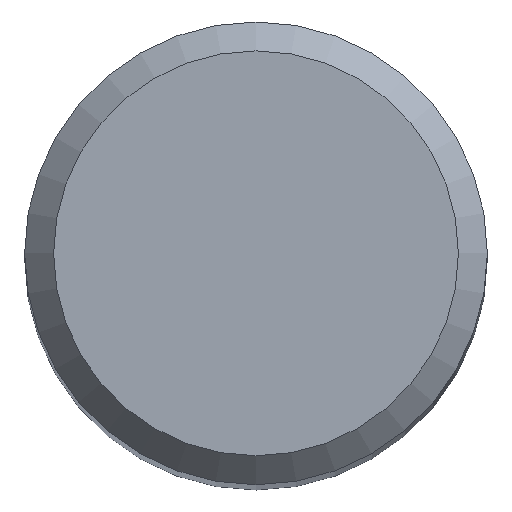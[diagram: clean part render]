
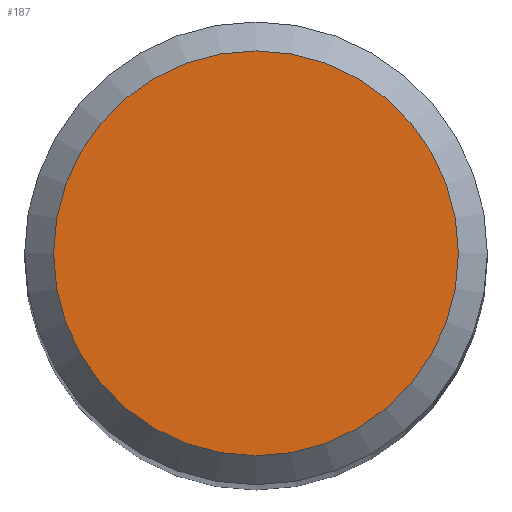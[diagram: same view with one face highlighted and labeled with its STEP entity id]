
A CAD part, top view. The second image highlights one B-rep face of the part: STEP entity #187.
In plain terms, the highlighted planar face has unit normal (0, 0, 1).
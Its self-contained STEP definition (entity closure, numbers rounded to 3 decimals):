
#138=PLANE('',#724);
#167=FACE_OUTER_BOUND('',#297,.T.);
#187=ADVANCED_FACE('CU_CY_N4_SU_1',(#167),#138,.F.);
#297=EDGE_LOOP('',(#369));
#369=ORIENTED_EDGE('',*,*,#588,.F.);
#525=VERTEX_POINT('',#986);
#588=EDGE_CURVE('',#525,#525,#666,.T.);
#666=CIRCLE('',#723,6.993);
#723=AXIS2_PLACEMENT_3D('',#985,#804,#805);
#724=AXIS2_PLACEMENT_3D('',#987,#806,#807);
#804=DIRECTION('',(0.,0.,-1.));
#805=DIRECTION('',(-1.,0.,0.));
#806=DIRECTION('',(0.,0.,-1.));
#807=DIRECTION('',(-1.,0.,0.));
#985=CARTESIAN_POINT('',(0.,0.,0.));
#986=CARTESIAN_POINT('',(-6.993,0.,0.));
#987=CARTESIAN_POINT('',(0.,0.,0.));
